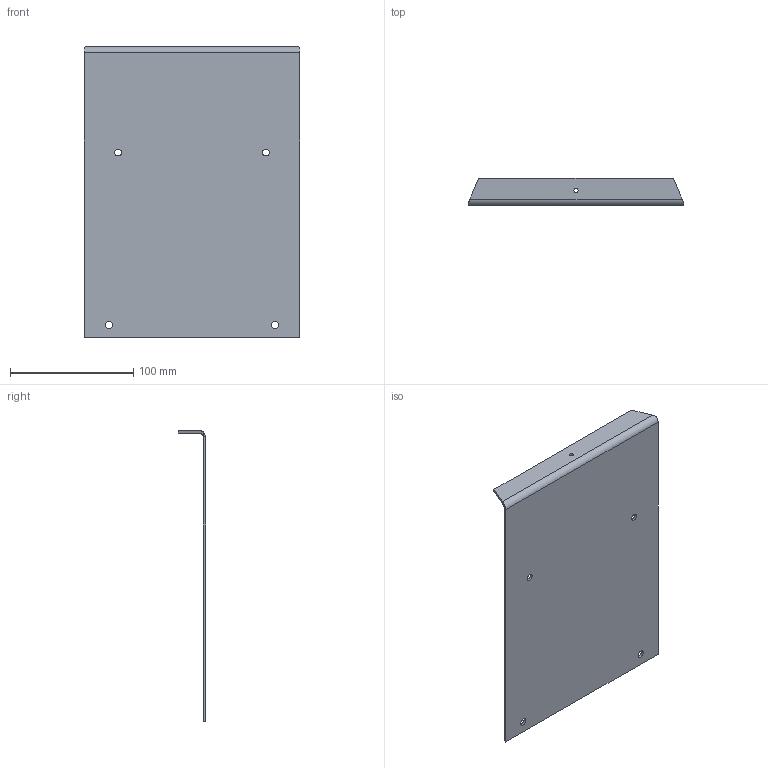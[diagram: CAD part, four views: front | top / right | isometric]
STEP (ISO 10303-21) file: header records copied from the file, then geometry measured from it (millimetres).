
FILE_DESCRIPTION(('FreeCAD Model'),'2;1');
FILE_NAME('Open CASCADE Shape Model','2024-03-09T18:28:34',(''),(''), 'Open CASCADE STEP processor 7.6','FreeCAD','Unknown');
FILE_SCHEMA(('AUTOMOTIVE_DESIGN { 1 0 10303 214 1 1 1 1 }'));
Length unit declared in the file: millimetre
Products named in the file (1): handle holes
Bounding box: 174.8 x 22 x 236 mm (x, y, z)
Volume: 88346.8 mm3; surface area: 90199.3 mm2
Topology: 1 solids, 1 shells, 19 faces, 45 edges, 28 vertices
Faces by surface type: plane 10, cylinder 7, bspline 2
Full cylindrical faces by diameter (mm): 3.3 x1, 5.5 x2, 5.8 x2
Entity records: 613 total; most frequent: CARTESIAN_POINT 131, DIRECTION 93, ORIENTED_EDGE 90, EDGE_CURVE 45, AXIS2_PLACEMENT_3D 34, FACE_BOUND 29, EDGE_LOOP 29, VERTEX_POINT 28
